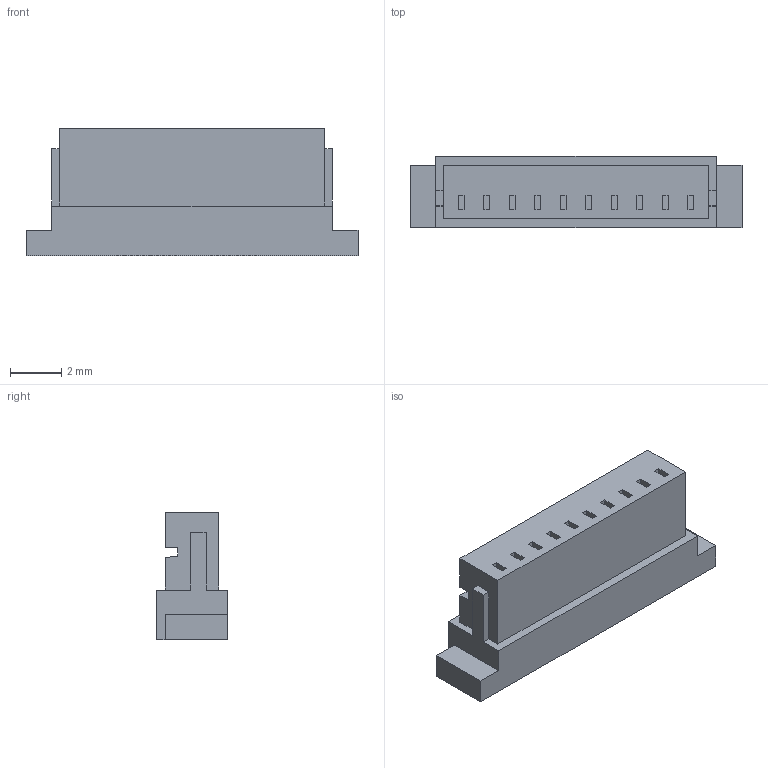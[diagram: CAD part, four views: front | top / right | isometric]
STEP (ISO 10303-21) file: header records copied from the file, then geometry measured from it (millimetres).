
FILE_DESCRIPTION (( 'STEP AP214' ), '1' );
FILE_NAME ('SHR-10V-S-B.STEP', '2012-02-09T02:35:17', ( ' ' ), ( ' ' ), 'SwSTEP 2.0', 'SolidWorks 2005235', '' );
FILE_SCHEMA (( 'AUTOMOTIVE_DESIGN' ));
Length unit declared in the file: millimetre
Products named in the file (1): SHR-10V-S-B
Bounding box: 13 x 2.8 x 5 mm (x, y, z)
Volume: 117.3 mm3; surface area: 270.3 mm2
Topology: 1 solids, 1 shells, 128 faces, 318 edges, 212 vertices
Faces by surface type: plane 128
Entity records: 5153 total; most frequent: CARTESIAN_POINT 659, ORIENTED_EDGE 636, DIRECTION 576, EDGE_CURVE 318, VECTOR 318, LINE 318, VERTEX_POINT 212, EDGE_LOOP 148
